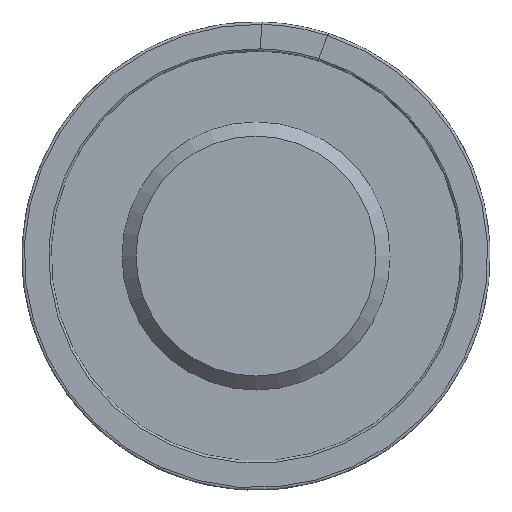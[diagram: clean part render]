
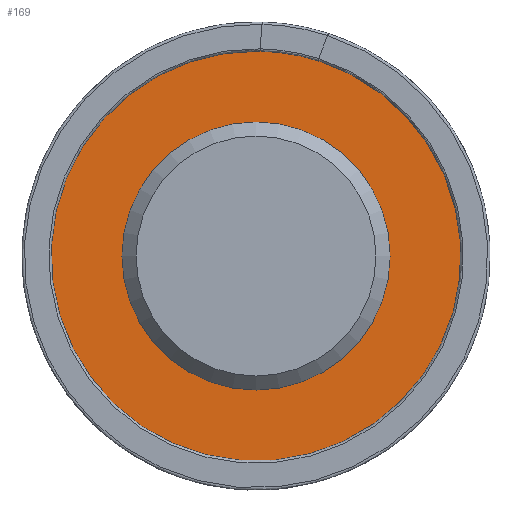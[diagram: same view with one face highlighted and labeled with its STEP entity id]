
A CAD part, left-side view. The second image highlights one B-rep face of the part: STEP entity #169.
In plain terms, the highlighted planar face has unit normal (-1, 0, 0).
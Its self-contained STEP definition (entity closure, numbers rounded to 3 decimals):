
#130=PLANE('',#579);
#169=ADVANCED_FACE('',(#212,#213),#130,.F.);
#212=FACE_BOUND('',#228,.T.);
#213=FACE_BOUND('',#229,.T.);
#228=EDGE_LOOP('',(#272));
#229=EDGE_LOOP('',(#273));
#272=ORIENTED_EDGE('',*,*,#447,.F.);
#273=ORIENTED_EDGE('',*,*,#453,.T.);
#403=VERTEX_POINT('',#780);
#409=VERTEX_POINT('',#799);
#447=EDGE_CURVE('',#403,#403,#519,.T.);
#453=EDGE_CURVE('',#409,#409,#525,.T.);
#519=CIRCLE('',#564,22.9);
#525=CIRCLE('',#577,38.5);
#564=AXIS2_PLACEMENT_3D('',#779,#632,#633);
#577=AXIS2_PLACEMENT_3D('',#798,#658,#659);
#579=AXIS2_PLACEMENT_3D('',#801,#662,#663);
#632=DIRECTION('',(-1.,0.,0.));
#633=DIRECTION('',(0.,0.,1.));
#658=DIRECTION('',(-1.,0.,0.));
#659=DIRECTION('',(0.,0.,1.));
#662=DIRECTION('',(1.,0.,0.));
#663=DIRECTION('',(0.,0.,-1.));
#779=CARTESIAN_POINT('',(0.4,0.,0.));
#780=CARTESIAN_POINT('',(0.4,0.,22.9));
#798=CARTESIAN_POINT('',(0.4,0.,0.));
#799=CARTESIAN_POINT('',(0.4,0.,38.5));
#801=CARTESIAN_POINT('',(0.4,38.5,0.));
